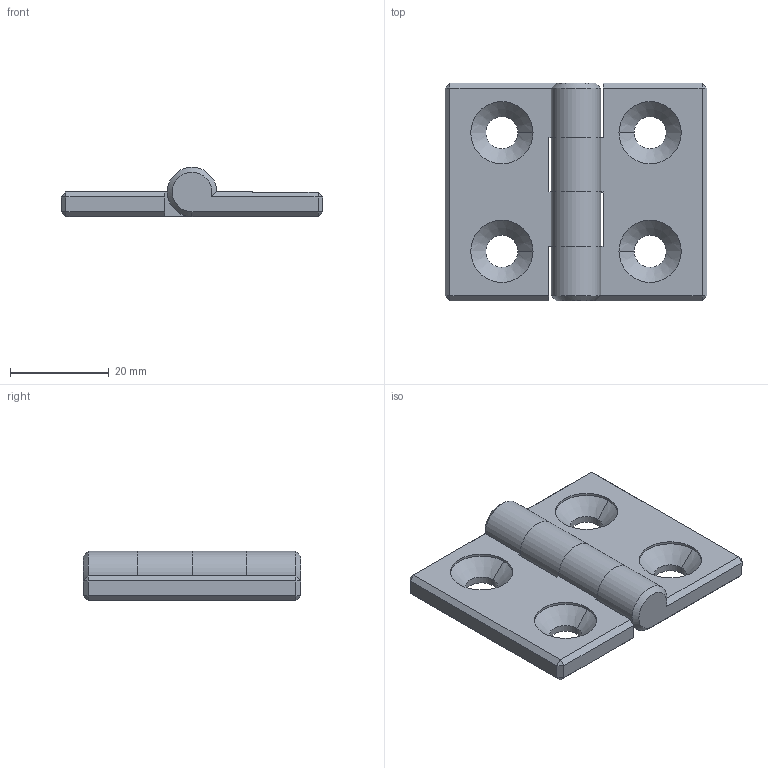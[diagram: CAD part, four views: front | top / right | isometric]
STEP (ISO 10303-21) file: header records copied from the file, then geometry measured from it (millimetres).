
FILE_DESCRIPTION (( 'STEP AP203' ), '1' );
FILE_NAME ('ALF-L3030-N.step', '2024-08-14T12:36:08', ( '' ), ( '' ), 'SwSTEP 2.0', 'SolidWorks 2022', '' );
FILE_SCHEMA (( 'CONFIG_CONTROL_DESIGN' ));
Length unit declared in the file: millimetre
Products named in the file (1): ALF-L3030-N
Bounding box: 53 x 44 x 10 mm (x, y, z)
Volume: 11491 mm3; surface area: 6597.8 mm2
Topology: 2 solids, 2 shells, 74 faces, 166 edges, 96 vertices
Faces by surface type: plane 44, cylinder 20, cone 10
Entity records: 2093 total; most frequent: DIRECTION 356, CARTESIAN_POINT 343, ORIENTED_EDGE 332, EDGE_CURVE 166, VECTOR 122, LINE 122, AXIS2_PLACEMENT_3D 117, VERTEX_POINT 96
